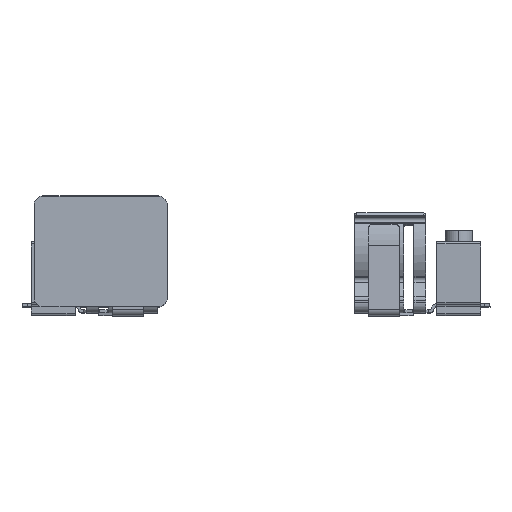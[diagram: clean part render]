
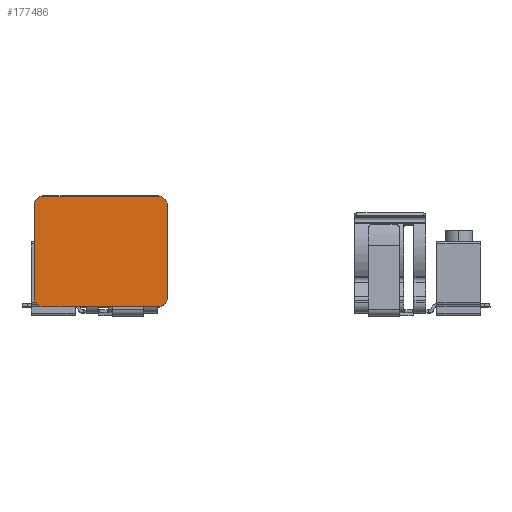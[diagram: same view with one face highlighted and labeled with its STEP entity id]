
A CAD part, top view. The second image highlights one B-rep face of the part: STEP entity #177486.
In plain terms, the highlighted planar face has unit normal (0, 0.009, 1).
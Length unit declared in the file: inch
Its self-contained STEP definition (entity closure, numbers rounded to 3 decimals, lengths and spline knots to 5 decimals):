
#7487 = DIRECTION ( 'NONE',  ( -1., 0., 0. ) ) ;
#8246 = VERTEX_POINT ( 'NONE', #77137 ) ;
#17138 = CIRCLE ( 'NONE', #170048, 0.07874 ) ;
#17825 = EDGE_CURVE ( 'NONE', #95764, #32545, #144234, .T. ) ;
#21520 = VECTOR ( 'NONE', #29052, 39.37008 ) ;
#26094 = LINE ( 'NONE', #130258, #21520 ) ;
#27401 = ORIENTED_EDGE ( 'NONE', *, *, #51809, .T. ) ;
#29052 = DIRECTION ( 'NONE',  ( 0., 1., -0.009 ) ) ;
#29627 = ORIENTED_EDGE ( 'NONE', *, *, #185296, .T. ) ;
#30568 = AXIS2_PLACEMENT_3D ( 'NONE', #51602, #152894, #66090 ) ;
#31081 = CARTESIAN_POINT ( 'NONE',  ( -1.11191, 1.53751, 5.76444 ) ) ;
#31943 = DIRECTION ( 'NONE',  ( 0., 0.009, 1. ) ) ;
#32545 = VERTEX_POINT ( 'NONE', #131828 ) ;
#34855 = VECTOR ( 'NONE', #43018, 39.37008 ) ;
#43018 = DIRECTION ( 'NONE',  ( -1., 0., 0. ) ) ;
#45255 = CARTESIAN_POINT ( 'NONE',  ( -0.52136, 1.53751, 5.76444 ) ) ;
#45499 = EDGE_CURVE ( 'NONE', #55458, #187868, #108134, .T. ) ;
#47022 = FACE_OUTER_BOUND ( 'NONE', #83453, .T. ) ;
#51602 = CARTESIAN_POINT ( 'NONE',  ( -1.03317, 1.95088, 5.76083 ) ) ;
#51809 = EDGE_CURVE ( 'NONE', #187868, #121176, #185714, .T. ) ;
#52270 = ORIENTED_EDGE ( 'NONE', *, *, #17825, .T. ) ;
#55458 = VERTEX_POINT ( 'NONE', #56919 ) ;
#56919 = CARTESIAN_POINT ( 'NONE',  ( -1.03317, 2.02962, 5.76015 ) ) ;
#59812 = DIRECTION ( 'NONE',  ( 1., 0., 0. ) ) ;
#62616 = EDGE_CURVE ( 'NONE', #134403, #95764, #160785, .T. ) ;
#64814 = EDGE_CURVE ( 'NONE', #8246, #55458, #73265, .T. ) ;
#64950 = CARTESIAN_POINT ( 'NONE',  ( -0.52136, 1.04541, 5.76874 ) ) ;
#65918 = CIRCLE ( 'NONE', #148747, 0.07874 ) ;
#66090 = DIRECTION ( 'NONE',  ( -1., 0., 0. ) ) ;
#68338 = CARTESIAN_POINT ( 'NONE',  ( -1.03317, 1.12414, 5.76805 ) ) ;
#73265 = LINE ( 'NONE', #115143, #34855 ) ;
#77137 = CARTESIAN_POINT ( 'NONE',  ( -0.00955, 2.02962, 5.76015 ) ) ;
#82909 = DIRECTION ( 'NONE',  ( -1., 0., 0. ) ) ;
#83453 = EDGE_LOOP ( 'NONE', ( #185310, #119451, #27401, #29627, #92902, #52270, #112294, #106815 ) ) ;
#83622 = VECTOR ( 'NONE', #166327, 39.37008 ) ;
#90415 = VECTOR ( 'NONE', #146815, 39.37008 ) ;
#91371 = AXIS2_PLACEMENT_3D ( 'NONE', #45255, #146487, #59812 ) ;
#92902 = ORIENTED_EDGE ( 'NONE', *, *, #62616, .T. ) ;
#94049 = DIRECTION ( 'NONE',  ( 0., 0.009, 1. ) ) ;
#95764 = VERTEX_POINT ( 'NONE', #170817 ) ;
#100253 = VERTEX_POINT ( 'NONE', #146977 ) ;
#106815 = ORIENTED_EDGE ( 'NONE', *, *, #168086, .T. ) ;
#108134 = CIRCLE ( 'NONE', #30568, 0.07874 ) ;
#109834 = CARTESIAN_POINT ( 'NONE',  ( -1.11191, 1.12414, 5.76805 ) ) ;
#112294 = ORIENTED_EDGE ( 'NONE', *, *, #141477, .T. ) ;
#115143 = CARTESIAN_POINT ( 'NONE',  ( -0.52136, 2.02962, 5.76015 ) ) ;
#118661 = CARTESIAN_POINT ( 'NONE',  ( -0.00955, 1.12414, 5.76805 ) ) ;
#119451 = ORIENTED_EDGE ( 'NONE', *, *, #45499, .T. ) ;
#121176 = VERTEX_POINT ( 'NONE', #109834 ) ;
#130258 = CARTESIAN_POINT ( 'NONE',  ( 0.06919, 1.53751, 5.76444 ) ) ;
#130919 = CARTESIAN_POINT ( 'NONE',  ( -1.03317, 1.04541, 5.76874 ) ) ;
#131828 = CARTESIAN_POINT ( 'NONE',  ( 0.06919, 1.12414, 5.76805 ) ) ;
#133210 = DIRECTION ( 'NONE',  ( -1., 0., 0. ) ) ;
#134403 = VERTEX_POINT ( 'NONE', #130919 ) ;
#141477 = EDGE_CURVE ( 'NONE', #32545, #100253, #26094, .T. ) ;
#143616 = AXIS2_PLACEMENT_3D ( 'NONE', #118661, #31943, #133210 ) ;
#144234 = CIRCLE ( 'NONE', #143616, 0.07874 ) ;
#146487 = DIRECTION ( 'NONE',  ( 0., 0.009, 1. ) ) ;
#146815 = DIRECTION ( 'NONE',  ( 0., -1., 0.009 ) ) ;
#146977 = CARTESIAN_POINT ( 'NONE',  ( 0.06919, 1.95088, 5.76083 ) ) ;
#148747 = AXIS2_PLACEMENT_3D ( 'NONE', #68338, #169809, #82909 ) ;
#152894 = DIRECTION ( 'NONE',  ( 0., 0.009, 1. ) ) ;
#160522 = PLANE ( 'NONE',  #91371 ) ;
#160785 = LINE ( 'NONE', #64950, #83622 ) ;
#166327 = DIRECTION ( 'NONE',  ( 1., 0., 0. ) ) ;
#168086 = EDGE_CURVE ( 'NONE', #100253, #8246, #17138, .T. ) ;
#169809 = DIRECTION ( 'NONE',  ( 0., 0.009, 1. ) ) ;
#170048 = AXIS2_PLACEMENT_3D ( 'NONE', #180941, #94049, #7487 ) ;
#170817 = CARTESIAN_POINT ( 'NONE',  ( -0.00955, 1.04541, 5.76874 ) ) ;
#175383 = CARTESIAN_POINT ( 'NONE',  ( -1.11191, 1.95088, 5.76083 ) ) ;
#177486 = ADVANCED_FACE ( 'NONE', ( #47022 ), #160522, .T. ) ;
#180941 = CARTESIAN_POINT ( 'NONE',  ( -0.00955, 1.95088, 5.76083 ) ) ;
#185296 = EDGE_CURVE ( 'NONE', #121176, #134403, #65918, .T. ) ;
#185310 = ORIENTED_EDGE ( 'NONE', *, *, #64814, .T. ) ;
#185714 = LINE ( 'NONE', #31081, #90415 ) ;
#187868 = VERTEX_POINT ( 'NONE', #175383 ) ;
